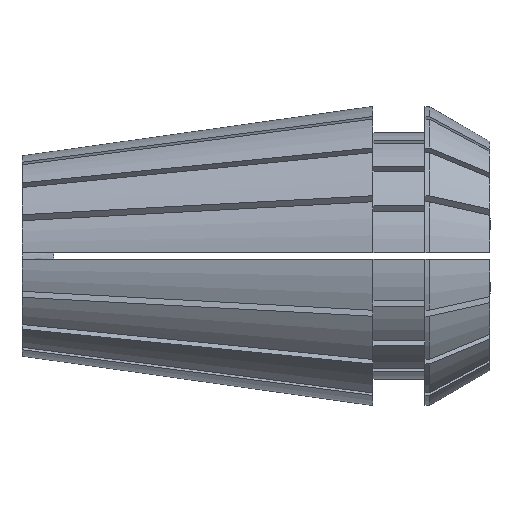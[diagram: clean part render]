
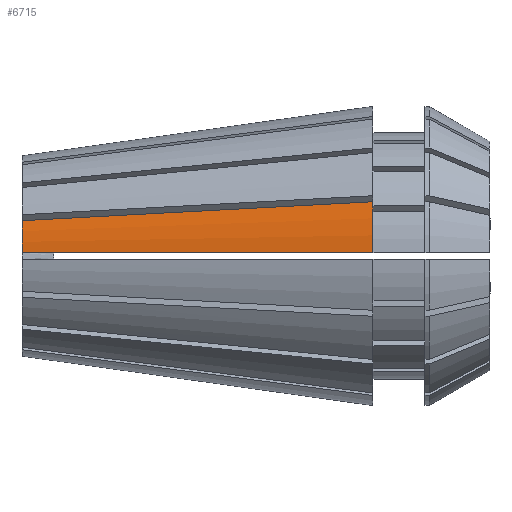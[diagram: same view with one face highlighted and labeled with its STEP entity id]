
A CAD part, front view. The second image highlights one B-rep face of the part: STEP entity #6715.
In plain terms, the highlighted conical face has half-angle 8 degrees and reference radius 5.753 mm.
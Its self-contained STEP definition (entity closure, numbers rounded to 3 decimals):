
#205 = AXIS2_PLACEMENT_3D ( 'NONE', #706, #5508, #1176 ) ;
#254 = CARTESIAN_POINT ( 'NONE',  ( 6.703, -4.479, 1.72 ) ) ;
#256 = FACE_OUTER_BOUND ( 'NONE', #3043, .T. ) ;
#285 = CARTESIAN_POINT ( 'NONE',  ( 0., -3.608, 1.359 ) ) ;
#510 = CARTESIAN_POINT ( 'NONE',  ( 0.3, -3.896, 0.125 ) ) ;
#608 = CARTESIAN_POINT ( 'NONE',  ( 11.608, -5.486, 0.125 ) ) ;
#665 = EDGE_CURVE ( 'NONE', #3748, #5959, #6088, .T. ) ;
#706 = CARTESIAN_POINT ( 'NONE',  ( 13.5, 0., 0. ) ) ;
#749 = DIRECTION ( 'NONE',  ( -1., 0., 0. ) ) ;
#786 = CARTESIAN_POINT ( 'NONE',  ( 11.234, -5.067, 1.964 ) ) ;
#1171 = CARTESIAN_POINT ( 'NONE',  ( 0.901, -3.98, 0.125 ) ) ;
#1176 = DIRECTION ( 'NONE',  ( 0., 0., -1. ) ) ;
#1251 = CARTESIAN_POINT ( 'NONE',  ( 9.717, -5.22, 0.125 ) ) ;
#1340 = CONICAL_SURFACE ( 'NONE', #205, 5.753, 0.14 ) ;
#1667 = CARTESIAN_POINT ( 'NONE',  ( 7.825, -4.954, 0.125 ) ) ;
#1754 = CIRCLE ( 'NONE', #1948, 5.753 ) ;
#1908 = DIRECTION ( 'NONE',  ( -1., 0., 0. ) ) ;
#1948 = AXIS2_PLACEMENT_3D ( 'NONE', #5105, #1908, #5625 ) ;
#1998 = AXIS2_PLACEMENT_3D ( 'NONE', #3943, #749, #4482 ) ;
#2095 = B_SPLINE_CURVE_WITH_KNOTS ( 'NONE', 3,
 ( #2386, #5565, #3470, #254, #3981, #786, #4527 ),
 .UNSPECIFIED., .F., .F.,
 ( 4, 3, 4 ),
 ( 0., 0.007, 0.014 ),
 .UNSPECIFIED. ) ;
#2183 = CARTESIAN_POINT ( 'NONE',  ( 5.517, -4.629, 0.125 ) ) ;
#2328 = VERTEX_POINT ( 'NONE', #285 ) ;
#2346 = CARTESIAN_POINT ( 'NONE',  ( 13.5, -5.752, 0.125 ) ) ;
#2386 = CARTESIAN_POINT ( 'NONE',  ( 0., -3.608, 1.359 ) ) ;
#2702 = CARTESIAN_POINT ( 'NONE',  ( 3.209, -4.305, 0.125 ) ) ;
#2799 = ORIENTED_EDGE ( 'NONE', *, *, #5447, .T. ) ;
#2855 = CARTESIAN_POINT ( 'NONE',  ( 13.5, -5.362, 2.086 ) ) ;
#2935 = ORIENTED_EDGE ( 'NONE', *, *, #6822, .F. ) ;
#3043 = EDGE_LOOP ( 'NONE', ( #3610, #2935, #6271, #2799 ) ) ;
#3470 = CARTESIAN_POINT ( 'NONE',  ( 4.469, -4.189, 1.6 ) ) ;
#3610 = ORIENTED_EDGE ( 'NONE', *, *, #6174, .F. ) ;
#3690 = CIRCLE ( 'NONE', #1998, 3.856 ) ;
#3748 = VERTEX_POINT ( 'NONE', #2346 ) ;
#3943 = CARTESIAN_POINT ( 'NONE',  ( 0., 0., 0. ) ) ;
#3981 = CARTESIAN_POINT ( 'NONE',  ( 8.969, -4.773, 1.842 ) ) ;
#4287 = CARTESIAN_POINT ( 'NONE',  ( 0., -3.854, 0.125 ) ) ;
#4482 = DIRECTION ( 'NONE',  ( 0., 0., 1. ) ) ;
#4527 = CARTESIAN_POINT ( 'NONE',  ( 13.5, -5.362, 2.086 ) ) ;
#5054 = CARTESIAN_POINT ( 'NONE',  ( 0., -3.854, 0.125 ) ) ;
#5105 = CARTESIAN_POINT ( 'NONE',  ( 13.5, 0., 0. ) ) ;
#5410 = CARTESIAN_POINT ( 'NONE',  ( 0.601, -3.938, 0.125 ) ) ;
#5447 = EDGE_CURVE ( 'NONE', #3748, #6774, #1754, .T. ) ;
#5451 = CARTESIAN_POINT ( 'NONE',  ( 13.5, -5.752, 0.125 ) ) ;
#5508 = DIRECTION ( 'NONE',  ( 1., 0., 0. ) ) ;
#5565 = CARTESIAN_POINT ( 'NONE',  ( 2.234, -3.898, 1.479 ) ) ;
#5625 = DIRECTION ( 'NONE',  ( 0., 0., 1. ) ) ;
#5959 = VERTEX_POINT ( 'NONE', #5054 ) ;
#6088 = B_SPLINE_CURVE_WITH_KNOTS ( 'NONE', 3,
 ( #5451, #608, #1251, #1667, #2183, #2702, #1171, #5410, #510, #4287 ),
 .UNSPECIFIED., .F., .F.,
 ( 4, 3, 3, 4 ),
 ( 0.024, 0.029, 0.036, 0.037 ),
 .UNSPECIFIED. ) ;
#6174 = EDGE_CURVE ( 'NONE', #2328, #6774, #2095, .T. ) ;
#6271 = ORIENTED_EDGE ( 'NONE', *, *, #665, .F. ) ;
#6715 = ADVANCED_FACE ( 'NONE', ( #256 ), #1340, .T. ) ;
#6774 = VERTEX_POINT ( 'NONE', #2855 ) ;
#6822 = EDGE_CURVE ( 'NONE', #5959, #2328, #3690, .T. ) ;
